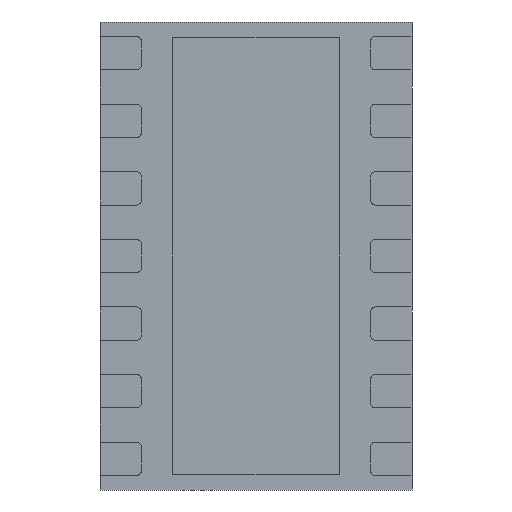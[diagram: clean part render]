
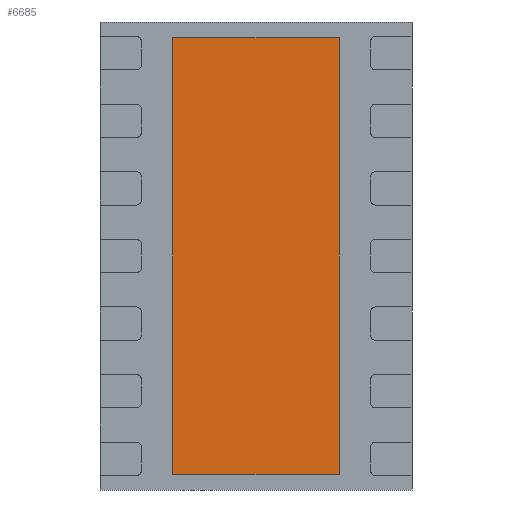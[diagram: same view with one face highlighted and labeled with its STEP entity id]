
A CAD part, front view. The second image highlights one B-rep face of the part: STEP entity #6685.
In plain terms, the highlighted planar face has unit normal (0, -1, 0).
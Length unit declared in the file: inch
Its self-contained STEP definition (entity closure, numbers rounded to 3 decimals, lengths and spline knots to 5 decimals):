
#162 = ORIENTED_EDGE ( 'NONE', *, *, #3221, .F. ) ;
#557 = CARTESIAN_POINT ( 'NONE',  ( 0., -0.00118, 0. ) ) ;
#699 = CARTESIAN_POINT ( 'NONE',  ( -0.0315, -0.00118, -0.08268 ) ) ;
#955 = VECTOR ( 'NONE', #7838, 39.37008 ) ;
#1111 = VECTOR ( 'NONE', #4223, 39.37008 ) ;
#1980 = CARTESIAN_POINT ( 'NONE',  ( 0.0315, -0.00118, 0.08268 ) ) ;
#2006 = LINE ( 'NONE', #4889, #1111 ) ;
#2258 = DIRECTION ( 'NONE',  ( -1., 0., 0. ) ) ;
#2907 = CARTESIAN_POINT ( 'NONE',  ( -0.0315, -0.00118, -0.08268 ) ) ;
#2972 = ORIENTED_EDGE ( 'NONE', *, *, #5788, .F. ) ;
#3221 = EDGE_CURVE ( 'NONE', #7188, #9176, #5382, .T. ) ;
#4223 = DIRECTION ( 'NONE',  ( 1., 0., 0. ) ) ;
#4359 = FACE_OUTER_BOUND ( 'NONE', #6727, .T. ) ;
#4638 = CARTESIAN_POINT ( 'NONE',  ( -0.0315, -0.00118, 0.08268 ) ) ;
#4889 = CARTESIAN_POINT ( 'NONE',  ( 0.0315, -0.00118, 0.08268 ) ) ;
#5017 = ORIENTED_EDGE ( 'NONE', *, *, #5077, .F. ) ;
#5077 = EDGE_CURVE ( 'NONE', #9176, #7465, #2006, .T. ) ;
#5116 = DIRECTION ( 'NONE',  ( 0., 0., -1. ) ) ;
#5382 = LINE ( 'NONE', #4638, #9343 ) ;
#5788 = EDGE_CURVE ( 'NONE', #6874, #7188, #9054, .T. ) ;
#6454 = CARTESIAN_POINT ( 'NONE',  ( 0.0315, -0.00118, -0.08268 ) ) ;
#6652 = DIRECTION ( 'NONE',  ( 0., -1., 0. ) ) ;
#6685 = ADVANCED_FACE ( 'NONE', ( #4359 ), #8032, .T. ) ;
#6727 = EDGE_LOOP ( 'NONE', ( #5017, #162, #2972, #7253 ) ) ;
#6874 = VERTEX_POINT ( 'NONE', #8362 ) ;
#6959 = DIRECTION ( 'NONE',  ( 0., 0., 1. ) ) ;
#7188 = VERTEX_POINT ( 'NONE', #699 ) ;
#7253 = ORIENTED_EDGE ( 'NONE', *, *, #8018, .F. ) ;
#7465 = VERTEX_POINT ( 'NONE', #1980 ) ;
#7495 = VECTOR ( 'NONE', #2258, 39.37008 ) ;
#7838 = DIRECTION ( 'NONE',  ( 0., 0., -1. ) ) ;
#8018 = EDGE_CURVE ( 'NONE', #7465, #6874, #9432, .T. ) ;
#8032 = PLANE ( 'NONE',  #9779 ) ;
#8362 = CARTESIAN_POINT ( 'NONE',  ( 0.0315, -0.00118, -0.08268 ) ) ;
#8605 = CARTESIAN_POINT ( 'NONE',  ( -0.0315, -0.00118, 0.08268 ) ) ;
#9054 = LINE ( 'NONE', #2907, #7495 ) ;
#9176 = VERTEX_POINT ( 'NONE', #8605 ) ;
#9343 = VECTOR ( 'NONE', #6959, 39.37008 ) ;
#9432 = LINE ( 'NONE', #6454, #955 ) ;
#9779 = AXIS2_PLACEMENT_3D ( 'NONE', #557, #6652, #5116 ) ;
